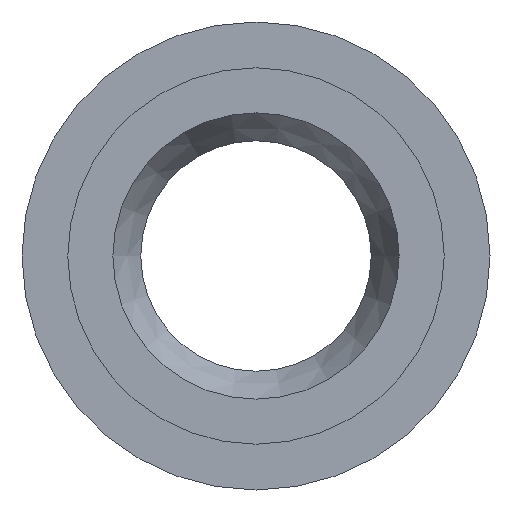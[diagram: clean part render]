
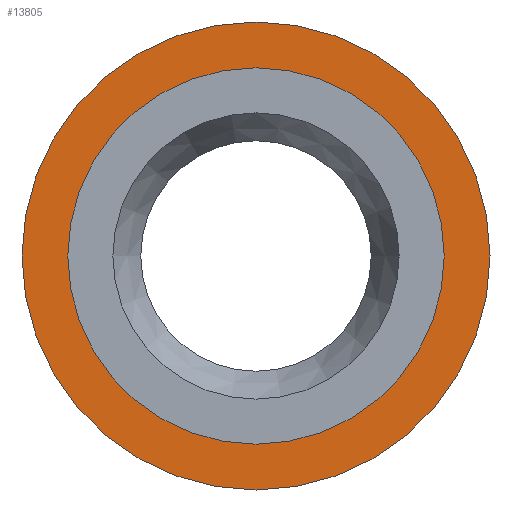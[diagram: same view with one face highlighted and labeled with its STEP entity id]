
A CAD part, left-side view. The second image highlights one B-rep face of the part: STEP entity #13805.
In plain terms, the highlighted planar face has unit normal (-1, 0, 0).
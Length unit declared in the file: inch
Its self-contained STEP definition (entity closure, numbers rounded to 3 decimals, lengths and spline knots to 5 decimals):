
#13559=CARTESIAN_POINT('',(0.,1.635,0.0));
#13560=VERTEX_POINT('',#13559);
#13561=CARTESIAN_POINT('',(0.,0.0,0.0));
#13562=DIRECTION('',(1.0,0.0,0.0));
#13563=DIRECTION('',(0.0,1.0,0.0));
#13564=AXIS2_PLACEMENT_3D('',#13561,#13562,#13563);
#13565=CIRCLE('',#13564,1.635);
#13566=EDGE_CURVE('',#13560,#13560,#13565,.T.);
#13779=CARTESIAN_POINT('',(0.,1.315,0.0));
#13780=VERTEX_POINT('',#13779);
#13781=CARTESIAN_POINT('',(0.,0.0,0.0));
#13782=DIRECTION('',(1.0,0.0,0.0));
#13783=DIRECTION('',(0.0,1.0,0.0));
#13784=AXIS2_PLACEMENT_3D('',#13781,#13782,#13783);
#13785=CIRCLE('',#13784,1.315);
#13786=EDGE_CURVE('',#13780,#13780,#13785,.T.);
#13794=CARTESIAN_POINT('',(0.,1.475,0.0));
#13795=DIRECTION('',(-1.0,0.0,0.0));
#13796=DIRECTION('',(0.0,0.0,1.0));
#13797=AXIS2_PLACEMENT_3D('',#13794,#13795,#13796);
#13798=PLANE('',#13797);
#13799=ORIENTED_EDGE('',*,*,#13566,.F.);
#13800=EDGE_LOOP('',(#13799));
#13801=FACE_OUTER_BOUND('',#13800,.T.);
#13802=ORIENTED_EDGE('',*,*,#13786,.T.);
#13803=EDGE_LOOP('',(#13802));
#13804=FACE_BOUND('',#13803,.T.);
#13805=ADVANCED_FACE('',(#13801,#13804),#13798,.T.);
